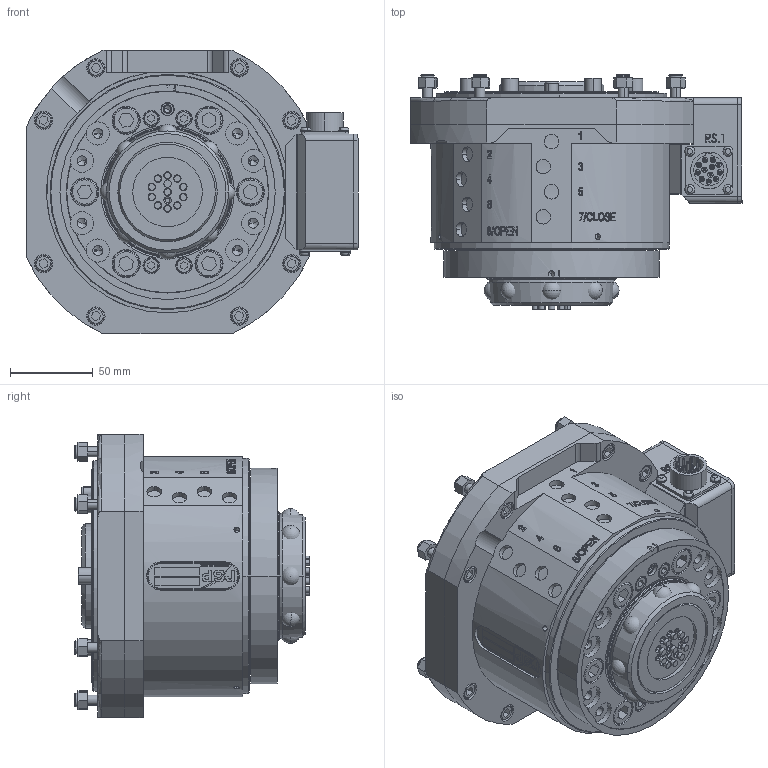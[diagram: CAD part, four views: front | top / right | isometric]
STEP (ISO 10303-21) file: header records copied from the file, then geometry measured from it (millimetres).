
FILE_DESCRIPTION (( 'STEP AP214' ), '1' );
FILE_NAME ('P1907.STEP', '2021-08-13T06:42:41', ( '' ), ( '' ), 'SwSTEP 2.0', 'SolidWorks 2019', '' );
FILE_SCHEMA (( 'AUTOMOTIVE_DESIGN' ));
Length unit declared in the file: millimetre
Products named in the file (1): P1907
Bounding box: 200.5 x 141.8 x 171 mm (x, y, z)
Volume: 3157166.7 mm3; surface area: 404093.5 mm2
Topology: 87 solids, 87 shells, 2305 faces, 5469 edges, 3527 vertices
Faces by surface type: plane 871, cylinder 811, bspline 287, cone 186, torus 130, sphere 20
Entity records: 123384 total; most frequent: CARTESIAN_POINT 44417, ORIENTED_EDGE 10814, DIRECTION 10701, EDGE_CURVE 5407, AXIS2_PLACEMENT_3D 4086, VERTEX_POINT 3503, EDGE_LOOP 2704, VECTOR 2529
